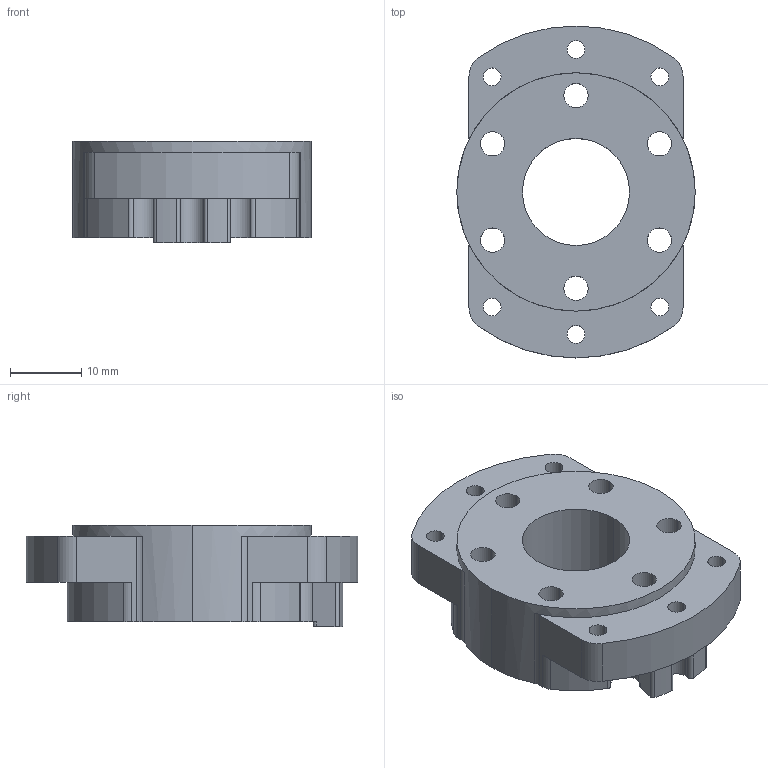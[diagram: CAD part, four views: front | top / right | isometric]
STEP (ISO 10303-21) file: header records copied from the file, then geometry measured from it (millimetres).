
FILE_DESCRIPTION (( 'STEP AP214' ), '1' );
FILE_NAME ('J5_A.STEP', '2025-08-20T01:20:44', ( '' ), ( '' ), 'SwSTEP 2.0', 'SolidWorks 2025', '' );
FILE_SCHEMA (( 'AUTOMOTIVE_DESIGN' ));
Length unit declared in the file: millimetre
Products named in the file (1): J5_A
Bounding box: 33.4 x 46.5 x 14.2 mm (x, y, z)
Volume: 11846.7 mm3; surface area: 5692 mm2
Topology: 1 solids, 1 shells, 76 faces, 222 edges, 148 vertices
Faces by surface type: cylinder 63, plane 13
Entity records: 2671 total; most frequent: DIRECTION 506, CARTESIAN_POINT 447, ORIENTED_EDGE 444, EDGE_CURVE 222, AXIS2_PLACEMENT_3D 207, VERTEX_POINT 148, CIRCLE 130, EDGE_LOOP 102
